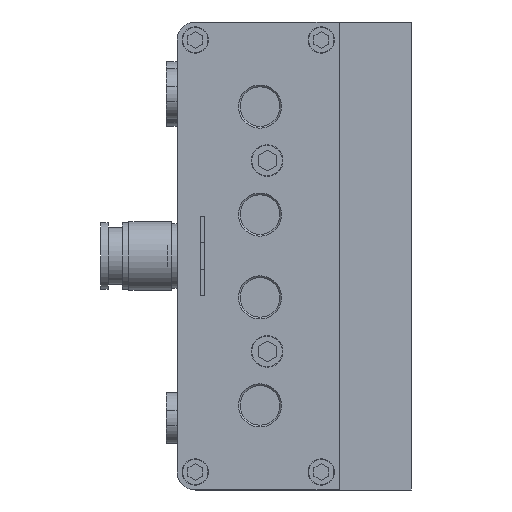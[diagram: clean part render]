
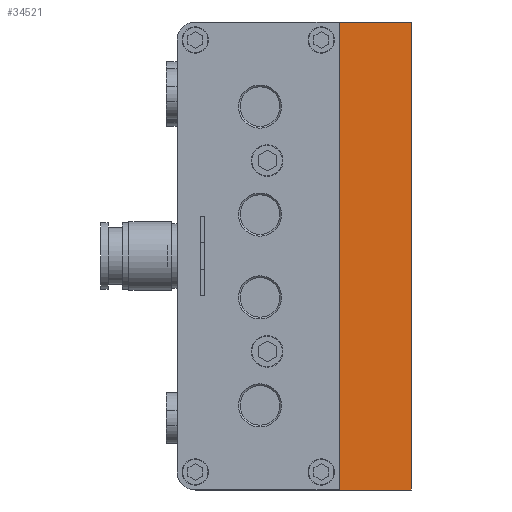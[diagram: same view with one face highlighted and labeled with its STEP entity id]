
A CAD part, left-side view. The second image highlights one B-rep face of the part: STEP entity #34521.
In plain terms, the highlighted planar face has unit normal (-1, 0, 0).
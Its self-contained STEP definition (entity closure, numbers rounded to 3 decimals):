
#144 = DIRECTION ( 'NONE',  ( 0., 1., 0. ) ) ;
#967 = VECTOR ( 'NONE', #26690, 1000. ) ;
#4576 = LINE ( 'NONE', #34525, #20187 ) ;
#5299 = EDGE_LOOP ( 'NONE', ( #28980, #14089, #21836, #27763 ) ) ;
#9089 = CARTESIAN_POINT ( 'NONE',  ( -482., 0., -65. ) ) ;
#12463 = LINE ( 'NONE', #25565, #25564 ) ;
#12498 = PLANE ( 'NONE',  #17913 ) ;
#13784 = LINE ( 'NONE', #24739, #14653 ) ;
#14089 = ORIENTED_EDGE ( 'NONE', *, *, #26870, .F. ) ;
#14338 = CARTESIAN_POINT ( 'NONE',  ( -482., -20., -65. ) ) ;
#14653 = VECTOR ( 'NONE', #144, 1000. ) ;
#17079 = VERTEX_POINT ( 'NONE', #30532 ) ;
#17913 = AXIS2_PLACEMENT_3D ( 'NONE', #34375, #23279, #20402 ) ;
#18865 = CARTESIAN_POINT ( 'NONE',  ( -482., -20., 65. ) ) ;
#19129 = EDGE_CURVE ( 'NONE', #17079, #31179, #20774, .T. ) ;
#20187 = VECTOR ( 'NONE', #31139, 1000. ) ;
#20402 = DIRECTION ( 'NONE',  ( 0., 0., -1. ) ) ;
#20774 = LINE ( 'NONE', #31712, #967 ) ;
#21836 = ORIENTED_EDGE ( 'NONE', *, *, #33483, .F. ) ;
#23229 = VERTEX_POINT ( 'NONE', #18865 ) ;
#23279 = DIRECTION ( 'NONE',  ( 1., 0., 0. ) ) ;
#24739 = CARTESIAN_POINT ( 'NONE',  ( -482., -20., -65. ) ) ;
#25564 = VECTOR ( 'NONE', #28254, 1000. ) ;
#25565 = CARTESIAN_POINT ( 'NONE',  ( -482., -20., 65. ) ) ;
#26690 = DIRECTION ( 'NONE',  ( 0., 0., -1. ) ) ;
#26870 = EDGE_CURVE ( 'NONE', #30230, #31179, #13784, .T. ) ;
#27763 = ORIENTED_EDGE ( 'NONE', *, *, #31487, .T. ) ;
#28254 = DIRECTION ( 'NONE',  ( 0., 1., 0. ) ) ;
#28473 = FACE_OUTER_BOUND ( 'NONE', #5299, .T. ) ;
#28980 = ORIENTED_EDGE ( 'NONE', *, *, #19129, .T. ) ;
#30230 = VERTEX_POINT ( 'NONE', #14338 ) ;
#30532 = CARTESIAN_POINT ( 'NONE',  ( -482., 0., 65. ) ) ;
#31139 = DIRECTION ( 'NONE',  ( 0., 0., -1. ) ) ;
#31179 = VERTEX_POINT ( 'NONE', #9089 ) ;
#31487 = EDGE_CURVE ( 'NONE', #23229, #17079, #12463, .T. ) ;
#31712 = CARTESIAN_POINT ( 'NONE',  ( -482., 0., 65. ) ) ;
#33483 = EDGE_CURVE ( 'NONE', #23229, #30230, #4576, .T. ) ;
#34375 = CARTESIAN_POINT ( 'NONE',  ( -482., -20., 65. ) ) ;
#34521 = ADVANCED_FACE ( 'NONE', ( #28473 ), #12498, .F. ) ;
#34525 = CARTESIAN_POINT ( 'NONE',  ( -482., -20., 65. ) ) ;
